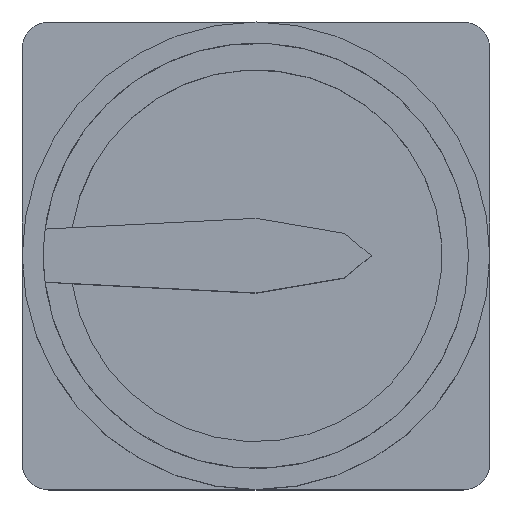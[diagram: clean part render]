
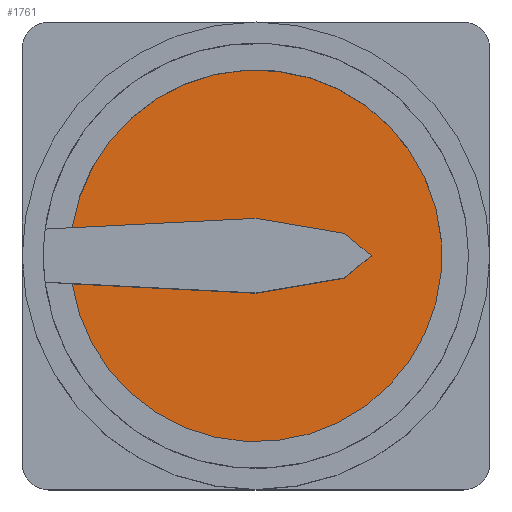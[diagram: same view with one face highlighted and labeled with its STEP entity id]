
A CAD part, top view. The second image highlights one B-rep face of the part: STEP entity #1761.
In plain terms, the highlighted planar face has unit normal (0, 0, 1).
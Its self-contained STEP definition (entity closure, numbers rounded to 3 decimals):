
#1252=CARTESIAN_POINT('',(44.,44.,16.6));
#1253=DIRECTION('',(0.,0.,1.));
#1254=DIRECTION('',(-0.989,-0.15,0.));
#1255=AXIS2_PLACEMENT_3D('',#1252,#1253,#1254);
#1257=DIRECTION('',(-0.999,0.051,0.));
#1258=VECTOR('',#1257,34.647);
#1259=CARTESIAN_POINT('',(44.,36.986,16.6));
#1260=LINE('',#1259,#1258);
#1261=DIRECTION('',(-0.986,-0.167,0.));
#1262=VECTOR('',#1261,16.977);
#1263=CARTESIAN_POINT('',(60.739,39.817,16.6));
#1264=LINE('',#1263,#1262);
#1265=DIRECTION('',(-0.761,-0.649,0.));
#1266=VECTOR('',#1265,6.449);
#1267=CARTESIAN_POINT('',(65.647,44.,16.6));
#1268=LINE('',#1267,#1266);
#1269=DIRECTION('',(0.761,-0.649,0.));
#1270=VECTOR('',#1269,6.449);
#1271=CARTESIAN_POINT('',(60.739,48.183,16.6));
#1272=LINE('',#1271,#1270);
#1273=DIRECTION('',(0.986,-0.167,0.));
#1274=VECTOR('',#1273,16.977);
#1275=CARTESIAN_POINT('',(44.,51.014,16.6));
#1276=LINE('',#1275,#1274);
#1277=DIRECTION('',(0.999,0.051,0.));
#1278=VECTOR('',#1277,34.647);
#1279=CARTESIAN_POINT('',(9.397,49.258,16.6));
#1280=LINE('',#1279,#1278);
#1553=CARTESIAN_POINT('',(9.397,38.742,16.6));
#1554=CARTESIAN_POINT('',(9.397,49.258,16.6));
#1555=VERTEX_POINT('',#1553);
#1556=VERTEX_POINT('',#1554);
#1557=CARTESIAN_POINT('',(44.,51.014,16.6));
#1558=VERTEX_POINT('',#1557);
#1559=CARTESIAN_POINT('',(60.739,48.183,16.6));
#1560=VERTEX_POINT('',#1559);
#1561=CARTESIAN_POINT('',(65.647,44.,16.6));
#1562=VERTEX_POINT('',#1561);
#1563=CARTESIAN_POINT('',(60.739,39.817,16.6));
#1564=VERTEX_POINT('',#1563);
#1565=CARTESIAN_POINT('',(44.,36.986,16.6));
#1566=VERTEX_POINT('',#1565);
#1747=CARTESIAN_POINT('',(44.,44.,16.6));
#1748=DIRECTION('',(0.,0.,1.));
#1749=DIRECTION('',(1.,0.,0.));
#1750=AXIS2_PLACEMENT_3D('',#1747,#1748,#1749);
#1751=PLANE('',#1750);
#1752=ORIENTED_EDGE('',*,*,#1709,.F.);
#1753=ORIENTED_EDGE('',*,*,#1722,.F.);
#1754=ORIENTED_EDGE('',*,*,#1739,.F.);
#1755=ORIENTED_EDGE('',*,*,#1626,.F.);
#1756=ORIENTED_EDGE('',*,*,#1642,.F.);
#1757=ORIENTED_EDGE('',*,*,#1657,.F.);
#1758=ORIENTED_EDGE('',*,*,#1674,.F.);
#1759=EDGE_LOOP('',(#1752,#1753,#1754,#1755,#1756,#1757,#1758));
#1760=FACE_OUTER_BOUND('',#1759,.F.);
#1761=ADVANCED_FACE('',(#1760),#1751,.T.);
#1256=CIRCLE('',#1255,35.);
#1626=EDGE_CURVE('',#1562,#1564,#1268,.T.);
#1642=EDGE_CURVE('',#1560,#1562,#1272,.T.);
#1657=EDGE_CURVE('',#1558,#1560,#1276,.T.);
#1674=EDGE_CURVE('',#1556,#1558,#1280,.T.);
#1709=EDGE_CURVE('',#1555,#1556,#1256,.T.);
#1722=EDGE_CURVE('',#1566,#1555,#1260,.T.);
#1739=EDGE_CURVE('',#1564,#1566,#1264,.T.);
